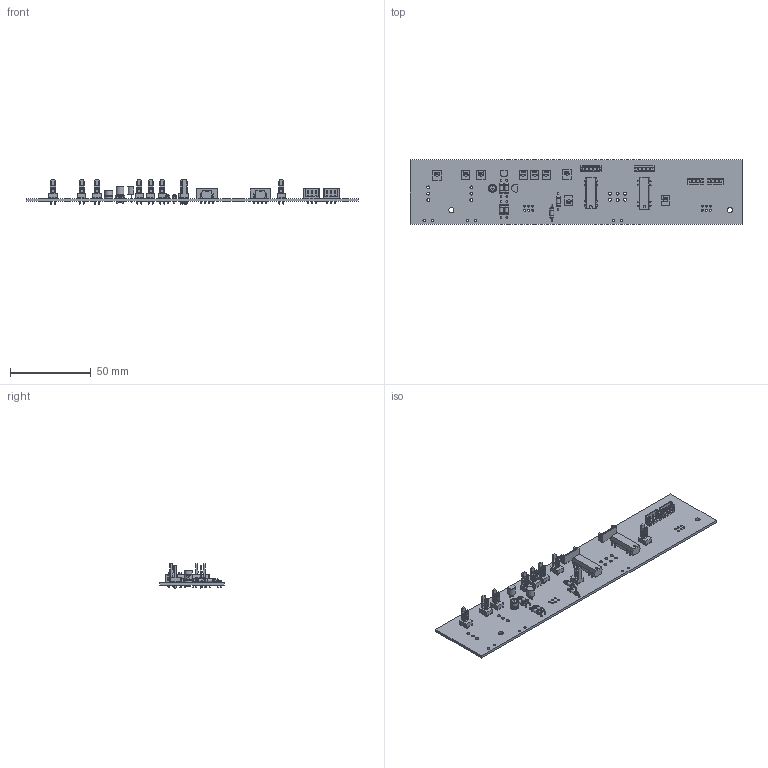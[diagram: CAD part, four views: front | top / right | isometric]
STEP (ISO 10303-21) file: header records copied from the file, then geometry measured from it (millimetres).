
FILE_DESCRIPTION(('KiCad electronic assembly'),'2;1');
FILE_NAME('Regler.step','2025-01-07T20:09:15',('Pcbnew'),('Kicad'), 'Open CASCADE STEP processor 7.8','KiCad to STEP converter','Unknown' );
FILE_SCHEMA(('AUTOMOTIVE_DESIGN { 1 0 10303 214 1 1 1 1 }'));
Length unit declared in the file: millimetre
Products named in the file (16): Regler 1; Relay_StandexMeder_DIP_LowProfile; JST_EH_B4B-EH-A_1x04_P2.50mm_Vertical; JST_B4B_EH_A; JST_EH_B3B-EH-A_1x03_P2.50mm_Vertical; JST_B3B_EH_A; Molex_KK-254_AE-6410-02A_1x02_P2.54mm_Vertical; Molex_AE_6410_02A; R_Axial_DIN0207_L6.3mm_D2.5mm_P10.16mm_Horizontal; R_Axial_DIN0207_L63mm_D25mm_P1016mm_Horizontal; TO-92_Inline; TO-92_Inline_Narrow; CP_Radial_D5.0mm_P2.50mm; CP_Radial_D50mm_P250mm; _autosave-Regler_PCB
Assembly tree (32 placements, depth 3):
  Regler 1
    Relay_StandexMeder_DIP_LowProfile  x2
      Relay_StandexMeder_DIP_LowProfile
    JST_EH_B4B-EH-A_1x04_P2.50mm_Vertical  x2
      JST_B4B_EH_A
    JST_EH_B3B-EH-A_1x03_P2.50mm_Vertical  x2
      JST_B3B_EH_A
    Molex_KK-254_AE-6410-02A_1x02_P2.54mm_Vertical  x9
      Molex_AE_6410_02A
    R_Axial_DIN0207_L6.3mm_D2.5mm_P10.16mm_Horizontal  x6
      R_Axial_DIN0207_L63mm_D25mm_P1016mm_Horizontal
    TO-92_Inline  x2
      TO-92_Inline_Narrow
    CP_Radial_D5.0mm_P2.50mm
      CP_Radial_D50mm_P250mm
    _autosave-Regler_PCB
Bounding box: 205 x 40 x 15.26 mm (x, y, z)
Volume: 15995.2 mm3; surface area: 23379.2 mm2
Topology: 25 solids, 26 shells, 1476 faces, 3711 edges, 2383 vertices
Faces by surface type: plane 1271, cylinder 168, torus 26, bspline 6, revolution 5
Full cylindrical faces by diameter (mm): 0.5 x2, 0.6 x24, 0.7 x16, 0.75 x6, 0.8 x14, 0.95 x14, 1.19 x16, 1.194 x12, 1.2 x2, 1.5 x6, 1.85 x12, 2.25 x6, 2.5 x12, 3.2 x2
Entity records: 21441 total; most frequent: CARTESIAN_POINT 3677, ORIENTED_EDGE 2904, DIRECTION 2861, EDGE_CURVE 1452, LINE 1158, VECTOR 1158, VERTEX_POINT 943, AXIS2_PLACEMENT_3D 849
